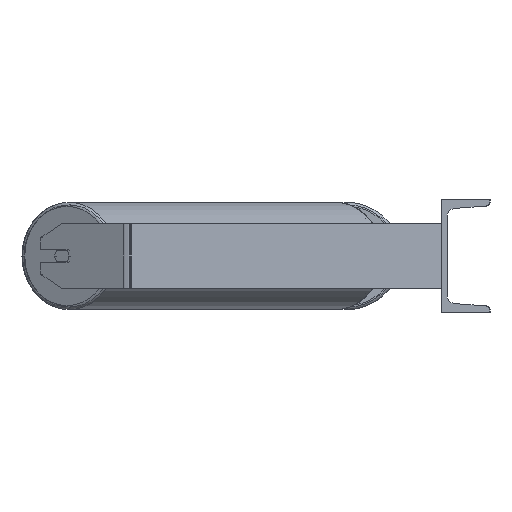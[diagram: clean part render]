
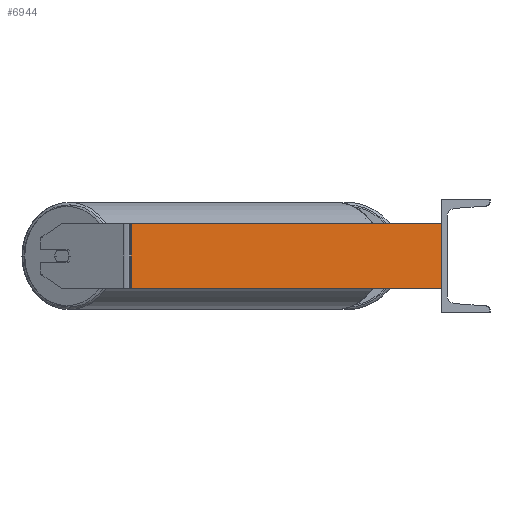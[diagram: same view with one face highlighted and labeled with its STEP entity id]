
A CAD part, left-side view. The second image highlights one B-rep face of the part: STEP entity #6944.
In plain terms, the highlighted planar face has unit normal (-0.996, -0.087, 0).
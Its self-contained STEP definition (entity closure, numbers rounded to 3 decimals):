
#14 = LINE ( 'NONE', #8330, #6471 ) ;
#37 = AXIS2_PLACEMENT_3D ( 'NONE', #8873, #1819, #1998 ) ;
#272 = CARTESIAN_POINT ( 'NONE',  ( -1019.099, 389.748, -40. ) ) ;
#717 = VERTEX_POINT ( 'NONE', #1228 ) ;
#1228 = CARTESIAN_POINT ( 'NONE',  ( -985., 0., 40. ) ) ;
#1303 = CARTESIAN_POINT ( 'NONE',  ( -985., 0., -40. ) ) ;
#1725 = VECTOR ( 'NONE', #2386, 1000. ) ;
#1819 = DIRECTION ( 'NONE',  ( 0.996, 0.087, 0. ) ) ;
#1887 = CARTESIAN_POINT ( 'NONE',  ( -985., 0., 40. ) ) ;
#1998 = DIRECTION ( 'NONE',  ( -0.087, 0.996, 0. ) ) ;
#2268 = EDGE_CURVE ( 'NONE', #8150, #2956, #6446, .T. ) ;
#2386 = DIRECTION ( 'NONE',  ( 0.087, -0.996, 0. ) ) ;
#2689 = FACE_OUTER_BOUND ( 'NONE', #7395, .T. ) ;
#2821 = ORIENTED_EDGE ( 'NONE', *, *, #3944, .T. ) ;
#2853 = CARTESIAN_POINT ( 'NONE',  ( -1018.659, 384.722, 40. ) ) ;
#2956 = VERTEX_POINT ( 'NONE', #6150 ) ;
#3576 = DIRECTION ( 'NONE',  ( 0.087, -0.996, 0. ) ) ;
#3748 = VECTOR ( 'NONE', #7798, 1000. ) ;
#3944 = EDGE_CURVE ( 'NONE', #2956, #4411, #7946, .T. ) ;
#4000 = EDGE_CURVE ( 'NONE', #717, #4411, #6929, .T. ) ;
#4354 = ORIENTED_EDGE ( 'NONE', *, *, #5985, .F. ) ;
#4411 = VERTEX_POINT ( 'NONE', #1303 ) ;
#5511 = PLANE ( 'NONE',  #37 ) ;
#5985 = EDGE_CURVE ( 'NONE', #8150, #717, #14, .T. ) ;
#6150 = CARTESIAN_POINT ( 'NONE',  ( -1018.659, 384.722, -40. ) ) ;
#6238 = DIRECTION ( 'NONE',  ( 0., 0., -1. ) ) ;
#6446 = LINE ( 'NONE', #9086, #3748 ) ;
#6471 = VECTOR ( 'NONE', #3576, 1000. ) ;
#6919 = ORIENTED_EDGE ( 'NONE', *, *, #4000, .F. ) ;
#6929 = LINE ( 'NONE', #1887, #7450 ) ;
#6944 = ADVANCED_FACE ( 'NONE', ( #2689 ), #5511, .F. ) ;
#7395 = EDGE_LOOP ( 'NONE', ( #2821, #6919, #4354, #8497 ) ) ;
#7450 = VECTOR ( 'NONE', #6238, 1000. ) ;
#7798 = DIRECTION ( 'NONE',  ( 0., 0., -1. ) ) ;
#7946 = LINE ( 'NONE', #272, #1725 ) ;
#8150 = VERTEX_POINT ( 'NONE', #2853 ) ;
#8330 = CARTESIAN_POINT ( 'NONE',  ( -1019.099, 389.748, 40. ) ) ;
#8497 = ORIENTED_EDGE ( 'NONE', *, *, #2268, .T. ) ;
#8873 = CARTESIAN_POINT ( 'NONE',  ( -1019.099, 389.748, 40. ) ) ;
#9086 = CARTESIAN_POINT ( 'NONE',  ( -1018.659, 384.722, 40. ) ) ;
